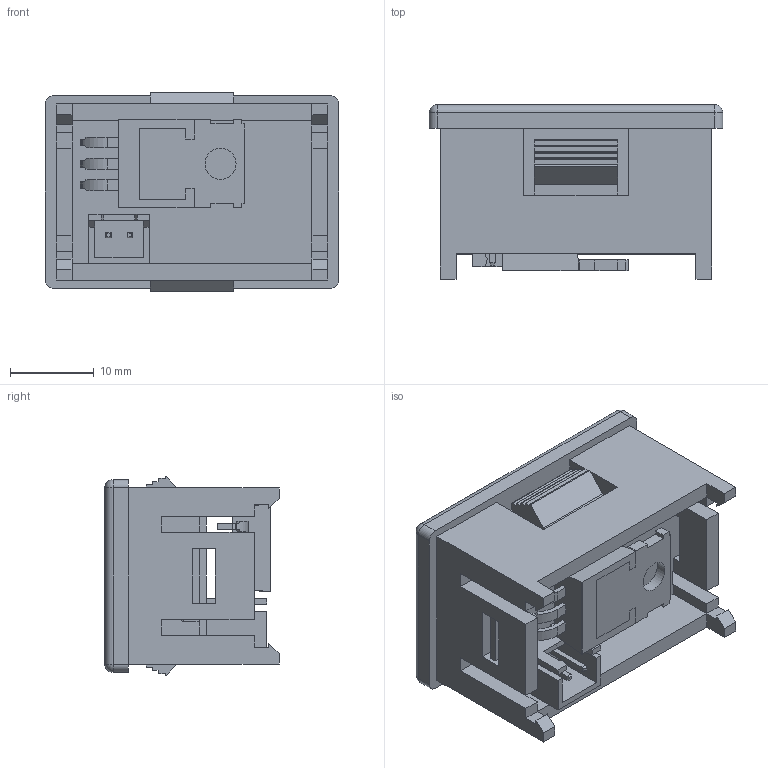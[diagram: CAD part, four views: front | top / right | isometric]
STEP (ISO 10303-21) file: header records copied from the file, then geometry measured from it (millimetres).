
FILE_DESCRIPTION(('STEP AP242'), '1');
FILE_NAME('DC Digital Voltmeter 36mm', '', ('UNSPECIFIED'), ('UNSPECIFIED'), 'ASCON STEP Converter 1.6', 'ASCON Math Kernel', '');
FILE_SCHEMA(('AP242_MANAGED_MODEL_BASED_3D_ENGINEERING_MIM_LF { 1 0 10303 442 1 1 4 }'));
Length unit declared in the file: millimetre
Products named in the file (3): JST - XH - Thru - 2Pin - 2.54mm; AOT260L_FLIP
Assembly tree (2 placements, depth 2):
  (unnamed)
    JST - XH - Thru - 2Pin - 2.54mm
    AOT260L_FLIP
Bounding box: 35 x 20.8 x 23.69 mm (x, y, z)
Volume: 8526.9 mm3; surface area: 6105.5 mm2
Topology: 15 solids, 23 shells, 493 faces, 1348 edges, 918 vertices
Faces by surface type: plane 412, bspline 39, cylinder 38, sphere 4
Full cylindrical faces by diameter (mm): 3.7 x1
Entity records: 22163 total; most frequent: CARTESIAN_POINT 6006, ORIENTED_EDGE 2678, DIRECTION 2060, EDGE_CURVE 1339, LINE 956, VECTOR 956, VERTEX_POINT 918, AXIS2_PLACEMENT_3D 552
